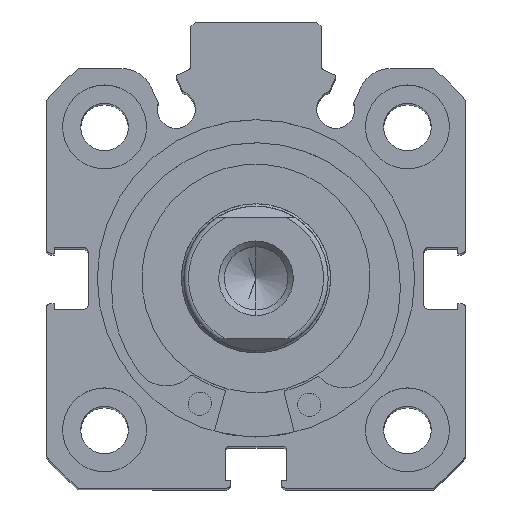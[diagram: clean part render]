
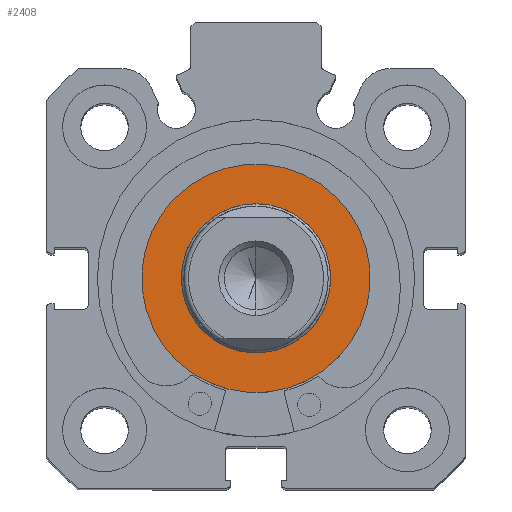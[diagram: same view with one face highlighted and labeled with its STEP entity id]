
A CAD part, top view. The second image highlights one B-rep face of the part: STEP entity #2408.
In plain terms, the highlighted face is planar.
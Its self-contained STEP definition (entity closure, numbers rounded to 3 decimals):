
#431 = CARTESIAN_POINT ( 'NONE',  ( 0., 0., -8. ) ) ;
#432 = CARTESIAN_POINT ( 'NONE',  ( 0., 0., 8. ) ) ;
#435 = CARTESIAN_POINT ( 'NONE',  ( 0., 0., -12.25 ) ) ;
#436 = CARTESIAN_POINT ( 'NONE',  ( 0., 0., 12.25 ) ) ;
#498 = VERTEX_POINT ( 'NONE', #436 ) ;
#499 = VERTEX_POINT ( 'NONE', #435 ) ;
#502 = VERTEX_POINT ( 'NONE', #432 ) ;
#503 = VERTEX_POINT ( 'NONE', #431 ) ;
#898 = EDGE_LOOP ( 'NONE', ( #2632, #2633 ) ) ;
#953 = EDGE_LOOP ( 'NONE', ( #2634, #2635 ) ) ;
#1677 = EDGE_CURVE ( 'NONE', #498, #499, #5333, .T. ) ;
#1679 = EDGE_CURVE ( 'NONE', #503, #502, #5335, .T. ) ;
#1695 = EDGE_CURVE ( 'NONE', #499, #498, #5355, .T. ) ;
#1697 = EDGE_CURVE ( 'NONE', #502, #503, #5358, .T. ) ;
#1947 = AXIS2_PLACEMENT_3D ( 'NONE', #6009, #6010, #6011 ) ;
#1950 = AXIS2_PLACEMENT_3D ( 'NONE', #6012, #6015, #6016 ) ;
#1959 = AXIS2_PLACEMENT_3D ( 'NONE', #6050, #6057, #6058 ) ;
#1961 = AXIS2_PLACEMENT_3D ( 'NONE', #6056, #6061, #6062 ) ;
#2146 = AXIS2_PLACEMENT_3D ( 'NONE', #6681, #6683, #6684 ) ;
#2408 = ADVANCED_FACE ( 'NONE', ( #5718, #5729 ), #6682, .F. ) ;
#2632 = ORIENTED_EDGE ( 'NONE', *, *, #1697, .F. ) ;
#2633 = ORIENTED_EDGE ( 'NONE', *, *, #1679, .F. ) ;
#2634 = ORIENTED_EDGE ( 'NONE', *, *, #1677, .T. ) ;
#2635 = ORIENTED_EDGE ( 'NONE', *, *, #1695, .T. ) ;
#5333 = CIRCLE ( 'NONE', #1947, 12.25 ) ;
#5335 = CIRCLE ( 'NONE', #1950, 8. ) ;
#5355 = CIRCLE ( 'NONE', #1959, 12.25 ) ;
#5358 = CIRCLE ( 'NONE', #1961, 8. ) ;
#5718 = FACE_BOUND ( 'NONE', #898, .T. ) ;
#5729 = FACE_OUTER_BOUND ( 'NONE', #953, .T. ) ;
#6009 = CARTESIAN_POINT ( 'NONE',  ( 0., 0., 0. ) ) ;
#6010 = DIRECTION ( 'NONE',  ( -1., 0., 0. ) ) ;
#6011 = DIRECTION ( 'NONE',  ( 0., 0., 1. ) ) ;
#6012 = CARTESIAN_POINT ( 'NONE',  ( 0., 0., 0. ) ) ;
#6015 = DIRECTION ( 'NONE',  ( -1., 0., 0. ) ) ;
#6016 = DIRECTION ( 'NONE',  ( 0., 0., 1. ) ) ;
#6050 = CARTESIAN_POINT ( 'NONE',  ( 0., 0., 0. ) ) ;
#6056 = CARTESIAN_POINT ( 'NONE',  ( 0., 0., 0. ) ) ;
#6057 = DIRECTION ( 'NONE',  ( -1., 0., 0. ) ) ;
#6058 = DIRECTION ( 'NONE',  ( 0., 0., 1. ) ) ;
#6061 = DIRECTION ( 'NONE',  ( -1., 0., 0. ) ) ;
#6062 = DIRECTION ( 'NONE',  ( 0., 0., 1. ) ) ;
#6681 = CARTESIAN_POINT ( 'NONE',  ( 0., 12.25, 0. ) ) ;
#6682 = PLANE ( 'NONE',  #2146 ) ;
#6683 = DIRECTION ( 'NONE',  ( 1., 0., 0. ) ) ;
#6684 = DIRECTION ( 'NONE',  ( 0., 0., -1. ) ) ;
